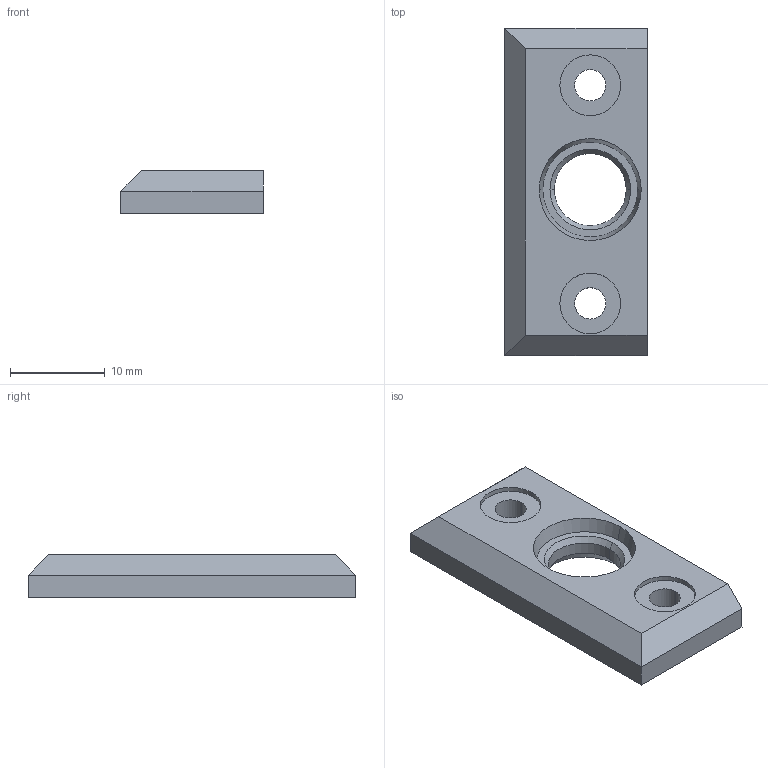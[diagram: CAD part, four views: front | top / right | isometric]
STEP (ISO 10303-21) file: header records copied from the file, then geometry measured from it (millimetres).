
FILE_DESCRIPTION (( 'STEP AP214' ), '1' );
FILE_NAME ('mmu2-selector-front-plate.STEP', '2018-08-31T12:02:58', ( '' ), ( '' ), 'SwSTEP 2.0', 'SolidWorks 2017', '' );
FILE_SCHEMA (( 'AUTOMOTIVE_DESIGN' ));
Length unit declared in the file: inch
Products named in the file (1): mmu2-selector-front-plate
Bounding box: 15 x 34.5 x 4.5 mm (x, y, z)
Volume: 1805.3 mm3; surface area: 1456.2 mm2
Topology: 1 solids, 1 shells, 32 faces, 71 edges, 44 vertices
Faces by surface type: plane 12, cone 10, cylinder 10
Entity records: 939 total; most frequent: DIRECTION 169, CARTESIAN_POINT 148, ORIENTED_EDGE 142, EDGE_CURVE 71, AXIS2_PLACEMENT_3D 65, VERTEX_POINT 44, EDGE_LOOP 41, LINE 39
